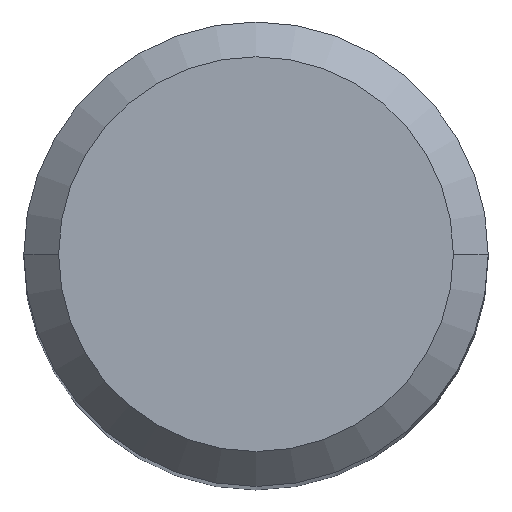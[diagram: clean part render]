
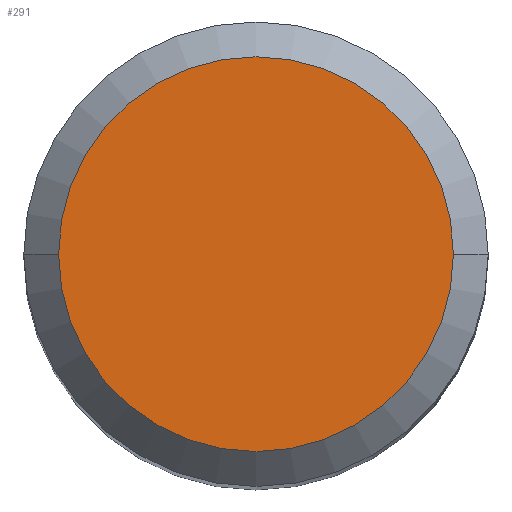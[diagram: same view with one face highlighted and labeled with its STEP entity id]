
A CAD part, top view. The second image highlights one B-rep face of the part: STEP entity #291.
In plain terms, the highlighted planar face has unit normal (0, 0, 1).
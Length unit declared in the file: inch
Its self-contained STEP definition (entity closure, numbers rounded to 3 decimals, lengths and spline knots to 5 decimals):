
#3 = CARTESIAN_POINT ( 'NONE',  ( 0., 0., 0. ) ) ;
#10 = PLANE ( 'NONE',  #336 ) ;
#19 = VERTEX_POINT ( 'NONE', #75 ) ;
#23 = EDGE_CURVE ( 'NONE', #19, #435, #86, .T. ) ;
#35 = DIRECTION ( 'NONE',  ( 1., 0., 0. ) ) ;
#46 = DIRECTION ( 'NONE',  ( 0., 0., -1. ) ) ;
#75 = CARTESIAN_POINT ( 'NONE',  ( 0.13387, 0., 0. ) ) ;
#86 = CIRCLE ( 'NONE', #159, 0.13387 ) ;
#123 = DIRECTION ( 'NONE',  ( 1., 0., 0. ) ) ;
#131 = CARTESIAN_POINT ( 'NONE',  ( 0., 0., 0. ) ) ;
#132 = ORIENTED_EDGE ( 'NONE', *, *, #23, .T. ) ;
#159 = AXIS2_PLACEMENT_3D ( 'NONE', #3, #488, #35 ) ;
#163 = FACE_OUTER_BOUND ( 'NONE', #207, .T. ) ;
#207 = EDGE_LOOP ( 'NONE', ( #214, #132 ) ) ;
#214 = ORIENTED_EDGE ( 'NONE', *, *, #356, .T. ) ;
#269 = CIRCLE ( 'NONE', #327, 0.13387 ) ;
#279 = CARTESIAN_POINT ( 'NONE',  ( -0.13387, 0., 0. ) ) ;
#291 = ADVANCED_FACE ( 'NONE', ( #163 ), #10, .F. ) ;
#327 = AXIS2_PLACEMENT_3D ( 'NONE', #365, #363, #123 ) ;
#336 = AXIS2_PLACEMENT_3D ( 'NONE', #131, #46, #473 ) ;
#356 = EDGE_CURVE ( 'NONE', #435, #19, #269, .T. ) ;
#363 = DIRECTION ( 'NONE',  ( 0., 0., 1. ) ) ;
#365 = CARTESIAN_POINT ( 'NONE',  ( 0., 0., 0. ) ) ;
#435 = VERTEX_POINT ( 'NONE', #279 ) ;
#473 = DIRECTION ( 'NONE',  ( -1., 0., 0. ) ) ;
#488 = DIRECTION ( 'NONE',  ( 0., 0., 1. ) ) ;
